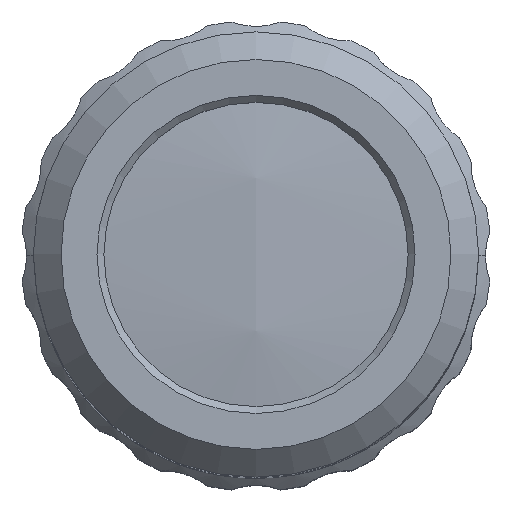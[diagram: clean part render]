
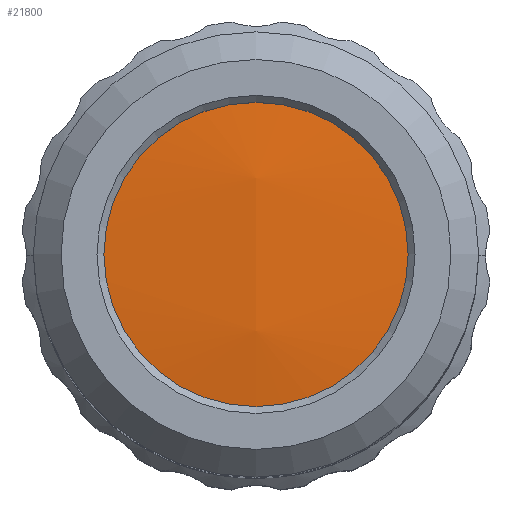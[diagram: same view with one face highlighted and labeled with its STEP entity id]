
A CAD part, top view. The second image highlights one B-rep face of the part: STEP entity #21800.
In plain terms, the highlighted spherical face has radius 75 mm.
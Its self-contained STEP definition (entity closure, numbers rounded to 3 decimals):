
#1426 = CIRCLE ( 'NONE', #6260, 11. ) ;
#4073 = CARTESIAN_POINT ( 'NONE',  ( 11., 0., 96.889 ) ) ;
#4773 = CARTESIAN_POINT ( 'NONE',  ( 0., 0., 22.7 ) ) ;
#6260 = AXIS2_PLACEMENT_3D ( 'NONE', #6279, #6469, #34572 ) ;
#6279 = CARTESIAN_POINT ( 'NONE',  ( 0., 0., 96.889 ) ) ;
#6469 = DIRECTION ( 'NONE',  ( 0., 0., 1. ) ) ;
#7248 = DIRECTION ( 'NONE',  ( 0., -1., 0. ) ) ;
#12788 = VERTEX_POINT ( 'NONE', #4073 ) ;
#18074 = FACE_OUTER_BOUND ( 'NONE', #24280, .T. ) ;
#18189 = EDGE_CURVE ( 'NONE', #12788, #12788, #1426, .T. ) ;
#21800 = ADVANCED_FACE ( 'NONE', ( #18074 ), #30594, .T. ) ;
#24280 = EDGE_LOOP ( 'NONE', ( #35253 ) ) ;
#30594 = SPHERICAL_SURFACE ( 'NONE', #34163, 75. ) ;
#30775 = DIRECTION ( 'NONE',  ( 1., 0., 0. ) ) ;
#34163 = AXIS2_PLACEMENT_3D ( 'NONE', #4773, #30775, #7248 ) ;
#34572 = DIRECTION ( 'NONE',  ( 1., 0., 0. ) ) ;
#35253 = ORIENTED_EDGE ( 'NONE', *, *, #18189, .T. ) ;
